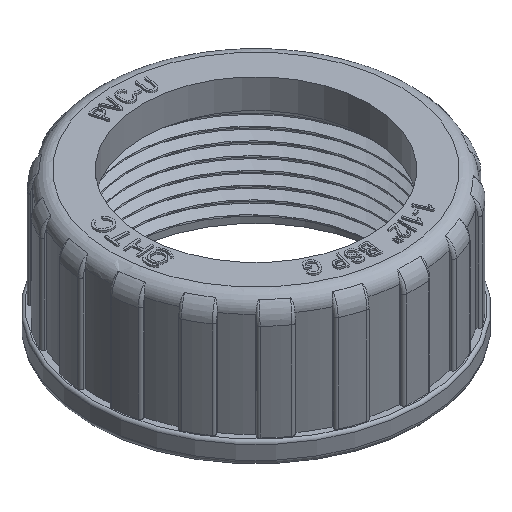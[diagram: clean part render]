
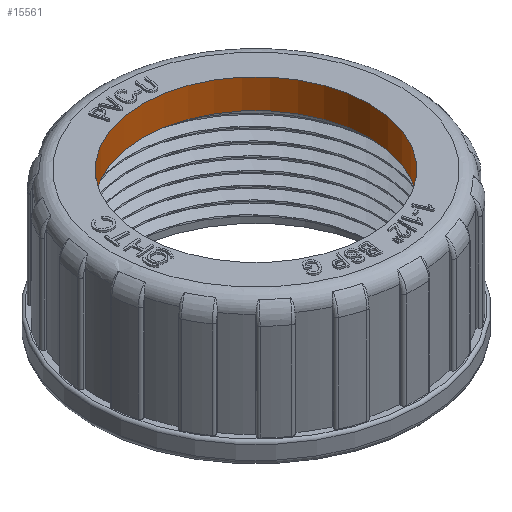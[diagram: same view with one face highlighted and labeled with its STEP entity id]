
A CAD part, isometric view. The second image highlights one B-rep face of the part: STEP entity #15561.
In plain terms, the highlighted cylindrical face has radius 20.55 mm (diameter 41.1 mm), a full revolution.
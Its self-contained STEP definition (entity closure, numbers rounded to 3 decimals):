
#864=CIRCLE('',#16394,20.55);
#962=CIRCLE('',#16513,20.55);
#1087=FACE_OUTER_BOUND('',#1942,.T.);
#1942=EDGE_LOOP('',(#11474,#11475,#11476,#11477));
#3443=LINE('',#26691,#5401);
#5401=VECTOR('',#18288,20.55);
#7321=VERTEX_POINT('',#25318);
#7475=VERTEX_POINT('',#26278);
#8893=EDGE_CURVE('',#7321,#7321,#864,.T.);
#9070=EDGE_CURVE('',#7475,#7475,#962,.T.);
#9074=EDGE_CURVE('',#7475,#7321,#3443,.T.);
#11474=ORIENTED_EDGE('',*,*,#9070,.F.);
#11475=ORIENTED_EDGE('',*,*,#9074,.T.);
#11476=ORIENTED_EDGE('',*,*,#8893,.T.);
#11477=ORIENTED_EDGE('',*,*,#9074,.F.);
#15458=CYLINDRICAL_SURFACE('',#16515,20.55);
#15561=ADVANCED_FACE('',(#1087),#15458,.F.);
#16394=AXIS2_PLACEMENT_3D('',#25319,#17968,#17969);
#16513=AXIS2_PLACEMENT_3D('',#26279,#18280,#18281);
#16515=AXIS2_PLACEMENT_3D('',#26690,#18286,#18287);
#17968=DIRECTION('center_axis',(0.,0.,1.));
#17969=DIRECTION('ref_axis',(1.,0.,0.));
#18280=DIRECTION('center_axis',(0.,0.,1.));
#18281=DIRECTION('ref_axis',(1.,0.,0.));
#18286=DIRECTION('center_axis',(0.,0.,1.));
#18287=DIRECTION('ref_axis',(1.,0.,0.));
#18288=DIRECTION('',(0.,0.,1.));
#25318=CARTESIAN_POINT('',(-20.55,0.,25.3));
#25319=CARTESIAN_POINT('Origin',(0.,0.,25.3));
#26278=CARTESIAN_POINT('',(-20.55,0.,20.));
#26279=CARTESIAN_POINT('Origin',(0.,0.,20.));
#26690=CARTESIAN_POINT('Origin',(0.,0.,20.));
#26691=CARTESIAN_POINT('',(-20.55,0.,20.));
